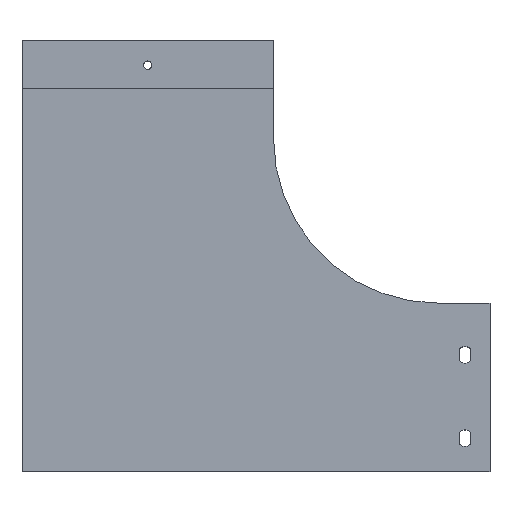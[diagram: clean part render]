
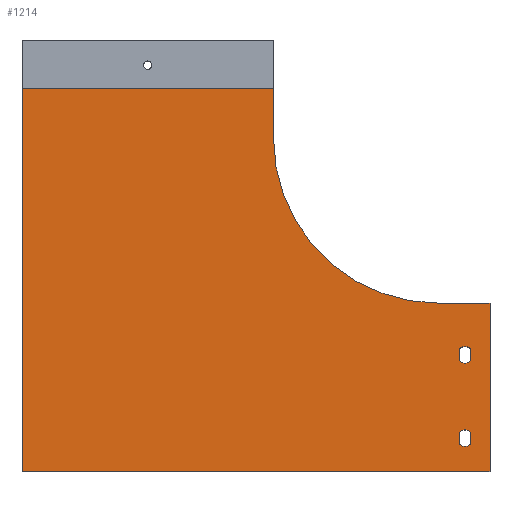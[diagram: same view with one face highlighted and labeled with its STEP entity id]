
A CAD part, top view. The second image highlights one B-rep face of the part: STEP entity #1214.
In plain terms, the highlighted planar face has unit normal (0, 0, 1).
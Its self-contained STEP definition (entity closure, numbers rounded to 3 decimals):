
#11 = AXIS2_PLACEMENT_3D ( 'NONE', #120, #106, #104 ) ;
#17 = AXIS2_PLACEMENT_3D ( 'NONE', #639, #636, #635 ) ;
#18 = AXIS2_PLACEMENT_3D ( 'NONE', #647, #646, #645 ) ;
#19 = AXIS2_PLACEMENT_3D ( 'NONE', #655, #654, #653 ) ;
#20 = AXIS2_PLACEMENT_3D ( 'NONE', #660, #658, #657 ) ;
#21 = AXIS2_PLACEMENT_3D ( 'NONE', #668, #667, #666 ) ;
#104 = DIRECTION ( 'NONE',  ( -1., 0., 0. ) ) ;
#106 = DIRECTION ( 'NONE',  ( 0., 0., -1. ) ) ;
#118 = PLANE ( 'NONE',  #11 ) ;
#120 = CARTESIAN_POINT ( 'NONE',  ( 250., 200., 1. ) ) ;
#368 = VERTEX_POINT ( 'NONE', #835 ) ;
#385 = VERTEX_POINT ( 'NONE', #811 ) ;
#387 = VERTEX_POINT ( 'NONE', #809 ) ;
#391 = VERTEX_POINT ( 'NONE', #805 ) ;
#395 = VERTEX_POINT ( 'NONE', #801 ) ;
#401 = VERTEX_POINT ( 'NONE', #795 ) ;
#414 = VERTEX_POINT ( 'NONE', #782 ) ;
#438 = VERTEX_POINT ( 'NONE', #758 ) ;
#440 = VERTEX_POINT ( 'NONE', #756 ) ;
#444 = VERTEX_POINT ( 'NONE', #752 ) ;
#449 = VERTEX_POINT ( 'NONE', #747 ) ;
#458 = VERTEX_POINT ( 'NONE', #738 ) ;
#459 = VERTEX_POINT ( 'NONE', #737 ) ;
#461 = VERTEX_POINT ( 'NONE', #735 ) ;
#464 = VERTEX_POINT ( 'NONE', #732 ) ;
#580 = EDGE_CURVE ( 'NONE', #385, #438, #1023, .T. ) ;
#583 = EDGE_CURVE ( 'NONE', #414, #458, #1030, .T. ) ;
#584 = EDGE_CURVE ( 'NONE', #438, #464, #1034, .T. ) ;
#585 = EDGE_CURVE ( 'NONE', #464, #440, #1036, .T. ) ;
#601 = EDGE_CURVE ( 'NONE', #459, #368, #1061, .T. ) ;
#602 = EDGE_CURVE ( 'NONE', #461, #391, #1058, .T. ) ;
#605 = EDGE_CURVE ( 'NONE', #444, #414, #1068, .T. ) ;
#606 = EDGE_CURVE ( 'NONE', #395, #444, #1070, .T. ) ;
#607 = EDGE_CURVE ( 'NONE', #440, #387, #1071, .T. ) ;
#608 = EDGE_CURVE ( 'NONE', #387, #368, #1073, .T. ) ;
#609 = EDGE_CURVE ( 'NONE', #401, #449, #1074, .T. ) ;
#610 = EDGE_CURVE ( 'NONE', #391, #401, #1065, .T. ) ;
#611 = EDGE_CURVE ( 'NONE', #449, #461, #1076, .T. ) ;
#612 = EDGE_CURVE ( 'NONE', #458, #395, #1077, .T. ) ;
#635 = DIRECTION ( 'NONE',  ( 1., 0., 0. ) ) ;
#636 = DIRECTION ( 'NONE',  ( 0., 0., 1. ) ) ;
#639 = CARTESIAN_POINT ( 'NONE',  ( 266., 70., 1. ) ) ;
#643 = DIRECTION ( 'NONE',  ( 0., 1., 0. ) ) ;
#645 = DIRECTION ( 'NONE',  ( 1., 0., 0. ) ) ;
#646 = DIRECTION ( 'NONE',  ( 0., 0., 1. ) ) ;
#647 = CARTESIAN_POINT ( 'NONE',  ( 266., 20., 1. ) ) ;
#648 = CARTESIAN_POINT ( 'NONE',  ( 262.5, 16.429, 1. ) ) ;
#649 = CARTESIAN_POINT ( 'NONE',  ( 269.5, 16.429, 1. ) ) ;
#653 = DIRECTION ( 'NONE',  ( 1., 0., 0. ) ) ;
#654 = DIRECTION ( 'NONE',  ( 0., 0., -1. ) ) ;
#655 = CARTESIAN_POINT ( 'NONE',  ( 250., 200., 1. ) ) ;
#656 = DIRECTION ( 'NONE',  ( 0., -1., 0. ) ) ;
#657 = DIRECTION ( 'NONE',  ( 1., 0., 0. ) ) ;
#658 = DIRECTION ( 'NONE',  ( 0., 0., 1. ) ) ;
#660 = CARTESIAN_POINT ( 'NONE',  ( 266., 70., 1. ) ) ;
#661 = DIRECTION ( 'NONE',  ( 0., 1., 0. ) ) ;
#662 = CARTESIAN_POINT ( 'NONE',  ( 151., 200., 1. ) ) ;
#666 = DIRECTION ( 'NONE',  ( 1., 0., 0. ) ) ;
#667 = DIRECTION ( 'NONE',  ( 0., 0., 1. ) ) ;
#668 = CARTESIAN_POINT ( 'NONE',  ( 266., 20., 1. ) ) ;
#670 = DIRECTION ( 'NONE',  ( 0., 1., 0. ) ) ;
#671 = CARTESIAN_POINT ( 'NONE',  ( 269.5, 66.429, 1. ) ) ;
#672 = DIRECTION ( 'NONE',  ( 1., 0., 0. ) ) ;
#674 = CARTESIAN_POINT ( 'NONE',  ( 151., 230., 1. ) ) ;
#711 = DIRECTION ( 'NONE',  ( -1., 0., 0. ) ) ;
#712 = CARTESIAN_POINT ( 'NONE',  ( 281., 101., 1. ) ) ;
#713 = DIRECTION ( 'NONE',  ( 0., 1., 0. ) ) ;
#714 = CARTESIAN_POINT ( 'NONE',  ( 281., 0., 1. ) ) ;
#715 = DIRECTION ( 'NONE',  ( 0., -1., 0. ) ) ;
#719 = CARTESIAN_POINT ( 'NONE',  ( 262.5, 66.429, 1. ) ) ;
#720 = DIRECTION ( 'NONE',  ( 1., 0., 0. ) ) ;
#725 = CARTESIAN_POINT ( 'NONE',  ( 0., 0., 1. ) ) ;
#732 = CARTESIAN_POINT ( 'NONE',  ( 281., 101., 1. ) ) ;
#735 = CARTESIAN_POINT ( 'NONE',  ( 269.5, 23.571, 1. ) ) ;
#737 = CARTESIAN_POINT ( 'NONE',  ( 0., 230., 1. ) ) ;
#738 = CARTESIAN_POINT ( 'NONE',  ( 262.5, 66.429, 1. ) ) ;
#747 = CARTESIAN_POINT ( 'NONE',  ( 269.5, 16.429, 1. ) ) ;
#752 = CARTESIAN_POINT ( 'NONE',  ( 269.5, 73.571, 1. ) ) ;
#756 = CARTESIAN_POINT ( 'NONE',  ( 250., 101., 1. ) ) ;
#758 = CARTESIAN_POINT ( 'NONE',  ( 281., 0., 1. ) ) ;
#782 = CARTESIAN_POINT ( 'NONE',  ( 262.5, 73.571, 1. ) ) ;
#795 = CARTESIAN_POINT ( 'NONE',  ( 262.5, 16.429, 1. ) ) ;
#801 = CARTESIAN_POINT ( 'NONE',  ( 269.5, 66.429, 1. ) ) ;
#805 = CARTESIAN_POINT ( 'NONE',  ( 262.5, 23.571, 1. ) ) ;
#809 = CARTESIAN_POINT ( 'NONE',  ( 151., 200., 1. ) ) ;
#811 = CARTESIAN_POINT ( 'NONE',  ( 0., 0., 1. ) ) ;
#835 = CARTESIAN_POINT ( 'NONE',  ( 151., 230., 1. ) ) ;
#967 = EDGE_LOOP ( 'NONE', ( #1443, #1445, #1451, #1450 ) ) ;
#969 = EDGE_LOOP ( 'NONE', ( #1448, #1449, #1446, #1447, #1430, #1431, #1428 ) ) ;
#972 = EDGE_LOOP ( 'NONE', ( #1444, #1442, #1453, #1452 ) ) ;
#1023 = LINE ( 'NONE', #725, #1029 ) ;
#1029 = VECTOR ( 'NONE', #720, 1000. ) ;
#1030 = LINE ( 'NONE', #719, #1035 ) ;
#1034 = LINE ( 'NONE', #714, #1037 ) ;
#1035 = VECTOR ( 'NONE', #715, 1000. ) ;
#1036 = LINE ( 'NONE', #712, #1039 ) ;
#1037 = VECTOR ( 'NONE', #713, 1000. ) ;
#1039 = VECTOR ( 'NONE', #711, 1000. ) ;
#1058 = CIRCLE ( 'NONE', #21, 5. ) ;
#1061 = LINE ( 'NONE', #674, #1064 ) ;
#1064 = VECTOR ( 'NONE', #672, 1000. ) ;
#1065 = LINE ( 'NONE', #648, #1078 ) ;
#1068 = CIRCLE ( 'NONE', #20, 5. ) ;
#1070 = LINE ( 'NONE', #671, #1072 ) ;
#1071 = CIRCLE ( 'NONE', #19, 99. ) ;
#1072 = VECTOR ( 'NONE', #670, 1000. ) ;
#1073 = LINE ( 'NONE', #662, #1075 ) ;
#1074 = CIRCLE ( 'NONE', #18, 5. ) ;
#1075 = VECTOR ( 'NONE', #661, 1000. ) ;
#1076 = LINE ( 'NONE', #649, #1080 ) ;
#1077 = CIRCLE ( 'NONE', #17, 5. ) ;
#1078 = VECTOR ( 'NONE', #656, 1000. ) ;
#1080 = VECTOR ( 'NONE', #643, 1000. ) ;
#1083 = FACE_BOUND ( 'NONE', #972, .T. ) ;
#1092 = FACE_OUTER_BOUND ( 'NONE', #969, .T. ) ;
#1094 = FACE_BOUND ( 'NONE', #967, .T. ) ;
#1214 = ADVANCED_FACE ( 'NONE', ( #1083, #1094, #1092 ), #118, .F. ) ;
#1285 = DIRECTION ( 'NONE',  ( 0., -1., 0. ) ) ;
#1293 = CARTESIAN_POINT ( 'NONE',  ( 0., 229., 1. ) ) ;
#1428 = ORIENTED_EDGE ( 'NONE', *, *, #607, .T. ) ;
#1430 = ORIENTED_EDGE ( 'NONE', *, *, #584, .T. ) ;
#1431 = ORIENTED_EDGE ( 'NONE', *, *, #585, .T. ) ;
#1442 = ORIENTED_EDGE ( 'NONE', *, *, #605, .F. ) ;
#1443 = ORIENTED_EDGE ( 'NONE', *, *, #610, .F. ) ;
#1444 = ORIENTED_EDGE ( 'NONE', *, *, #583, .F. ) ;
#1445 = ORIENTED_EDGE ( 'NONE', *, *, #602, .F. ) ;
#1446 = ORIENTED_EDGE ( 'NONE', *, *, #1810, .T. ) ;
#1447 = ORIENTED_EDGE ( 'NONE', *, *, #580, .T. ) ;
#1448 = ORIENTED_EDGE ( 'NONE', *, *, #608, .T. ) ;
#1449 = ORIENTED_EDGE ( 'NONE', *, *, #601, .F. ) ;
#1450 = ORIENTED_EDGE ( 'NONE', *, *, #609, .F. ) ;
#1451 = ORIENTED_EDGE ( 'NONE', *, *, #611, .F. ) ;
#1452 = ORIENTED_EDGE ( 'NONE', *, *, #612, .F. ) ;
#1453 = ORIENTED_EDGE ( 'NONE', *, *, #606, .F. ) ;
#1696 = LINE ( 'NONE', #1293, #1699 ) ;
#1699 = VECTOR ( 'NONE', #1285, 1000. ) ;
#1810 = EDGE_CURVE ( 'NONE', #459, #385, #1696, .T. ) ;
